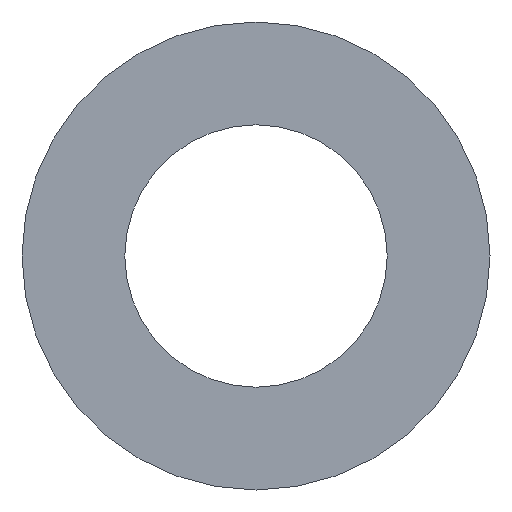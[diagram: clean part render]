
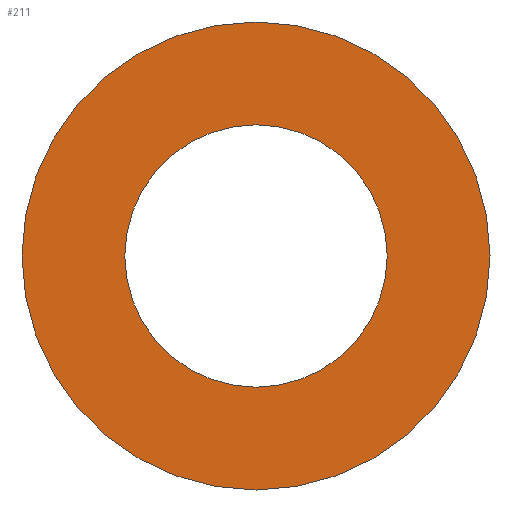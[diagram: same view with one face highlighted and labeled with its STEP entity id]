
A CAD part, front view. The second image highlights one B-rep face of the part: STEP entity #211.
In plain terms, the highlighted planar face has unit normal (0, -1, 0).
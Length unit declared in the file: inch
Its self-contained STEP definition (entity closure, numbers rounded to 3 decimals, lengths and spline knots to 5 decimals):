
#4 = CIRCLE ( 'NONE', #241, 0.07 ) ;
#17 = CARTESIAN_POINT ( 'NONE',  ( 0., 0., 0. ) ) ;
#34 = CIRCLE ( 'NONE', #141, 0.12485 ) ;
#36 = VERTEX_POINT ( 'NONE', #56 ) ;
#37 = CARTESIAN_POINT ( 'NONE',  ( 0., 0., 0. ) ) ;
#39 = EDGE_LOOP ( 'NONE', ( #78, #143 ) ) ;
#40 = DIRECTION ( 'NONE',  ( 0., 0., 1. ) ) ;
#49 = EDGE_CURVE ( 'NONE', #104, #36, #34, .T. ) ;
#52 = CARTESIAN_POINT ( 'NONE',  ( 0., 0., 0. ) ) ;
#55 = DIRECTION ( 'NONE',  ( 0., 0., 1. ) ) ;
#56 = CARTESIAN_POINT ( 'NONE',  ( 0., 0., -0.12485 ) ) ;
#59 = DIRECTION ( 'NONE',  ( 0., 1., 0. ) ) ;
#68 = FACE_BOUND ( 'NONE', #39, .T. ) ;
#70 = EDGE_CURVE ( 'NONE', #36, #104, #114, .T. ) ;
#78 = ORIENTED_EDGE ( 'NONE', *, *, #79, .T. ) ;
#79 = EDGE_CURVE ( 'NONE', #251, #166, #4, .T. ) ;
#83 = AXIS2_PLACEMENT_3D ( 'NONE', #52, #144, #207 ) ;
#90 = CARTESIAN_POINT ( 'NONE',  ( 0., 0., 0.12485 ) ) ;
#91 = AXIS2_PLACEMENT_3D ( 'NONE', #227, #59, #107 ) ;
#104 = VERTEX_POINT ( 'NONE', #90 ) ;
#107 = DIRECTION ( 'NONE',  ( 0., 0., 1. ) ) ;
#109 = ORIENTED_EDGE ( 'NONE', *, *, #70, .F. ) ;
#112 = DIRECTION ( 'NONE',  ( 0., 0., 1. ) ) ;
#114 = CIRCLE ( 'NONE', #159, 0.12485 ) ;
#129 = DIRECTION ( 'NONE',  ( 0., 1., 0. ) ) ;
#131 = DIRECTION ( 'NONE',  ( 0., 1., 0. ) ) ;
#135 = EDGE_CURVE ( 'NONE', #166, #251, #203, .T. ) ;
#141 = AXIS2_PLACEMENT_3D ( 'NONE', #186, #131, #112 ) ;
#143 = ORIENTED_EDGE ( 'NONE', *, *, #135, .T. ) ;
#144 = DIRECTION ( 'NONE',  ( 0., 1., 0. ) ) ;
#153 = DIRECTION ( 'NONE',  ( 0., 1., 0. ) ) ;
#157 = FACE_OUTER_BOUND ( 'NONE', #239, .T. ) ;
#159 = AXIS2_PLACEMENT_3D ( 'NONE', #17, #129, #55 ) ;
#163 = PLANE ( 'NONE',  #83 ) ;
#166 = VERTEX_POINT ( 'NONE', #169 ) ;
#169 = CARTESIAN_POINT ( 'NONE',  ( 0., 0., 0.07 ) ) ;
#186 = CARTESIAN_POINT ( 'NONE',  ( 0., 0., 0. ) ) ;
#203 = CIRCLE ( 'NONE', #91, 0.07 ) ;
#206 = CARTESIAN_POINT ( 'NONE',  ( 0., 0., -0.07 ) ) ;
#207 = DIRECTION ( 'NONE',  ( 0., 0., 1. ) ) ;
#211 = ADVANCED_FACE ( 'NONE', ( #157, #68 ), #163, .F. ) ;
#227 = CARTESIAN_POINT ( 'NONE',  ( 0., 0., 0. ) ) ;
#239 = EDGE_LOOP ( 'NONE', ( #109, #248 ) ) ;
#241 = AXIS2_PLACEMENT_3D ( 'NONE', #37, #153, #40 ) ;
#248 = ORIENTED_EDGE ( 'NONE', *, *, #49, .F. ) ;
#251 = VERTEX_POINT ( 'NONE', #206 ) ;
